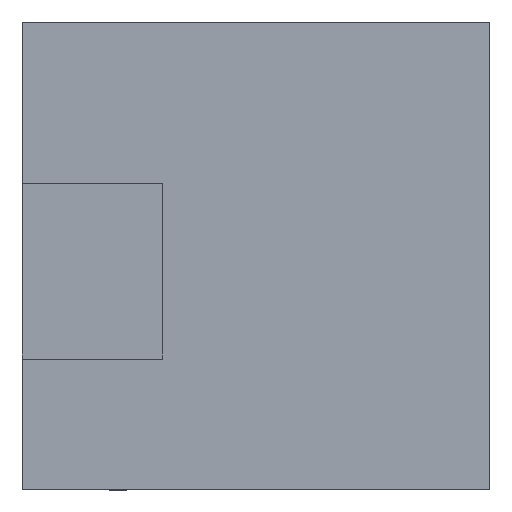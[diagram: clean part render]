
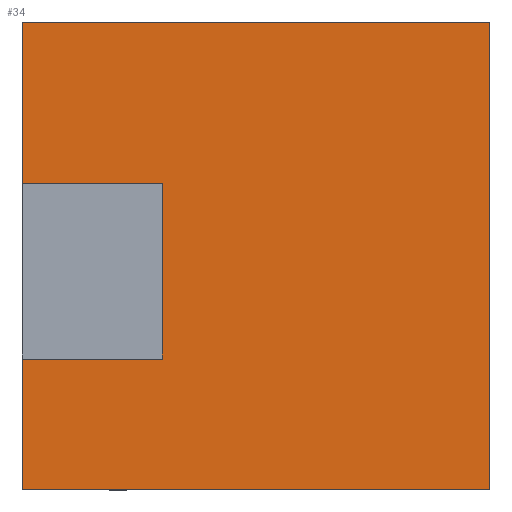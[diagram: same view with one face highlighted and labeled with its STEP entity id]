
A CAD part, front view. The second image highlights one B-rep face of the part: STEP entity #34.
In plain terms, the highlighted planar face has unit normal (0, -1, 0).
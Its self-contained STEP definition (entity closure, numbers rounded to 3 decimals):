
#5 = ORIENTED_EDGE ( 'NONE', *, *, #387, .F. ) ;
#24 = DIRECTION ( 'NONE',  ( 0., 0., 1. ) ) ;
#34 = ADVANCED_FACE ( 'NONE', ( #563 ), #739, .T. ) ;
#50 = LINE ( 'NONE', #109, #542 ) ;
#73 = LINE ( 'NONE', #550, #462 ) ;
#81 = CARTESIAN_POINT ( 'NONE',  ( 50., 0., 50. ) ) ;
#92 = VERTEX_POINT ( 'NONE', #81 ) ;
#109 = CARTESIAN_POINT ( 'NONE',  ( -50., 0., -50. ) ) ;
#112 = VECTOR ( 'NONE', #425, 1000. ) ;
#131 = VERTEX_POINT ( 'NONE', #154 ) ;
#139 = CARTESIAN_POINT ( 'NONE',  ( -20., 0., -22.01 ) ) ;
#154 = CARTESIAN_POINT ( 'NONE',  ( -50., 0., -50. ) ) ;
#179 = LINE ( 'NONE', #417, #640 ) ;
#196 = EDGE_CURVE ( 'NONE', #239, #92, #349, .T. ) ;
#202 = ORIENTED_EDGE ( 'NONE', *, *, #596, .F. ) ;
#203 = DIRECTION ( 'NONE',  ( -1., 0., 0. ) ) ;
#209 = DIRECTION ( 'NONE',  ( 0., 0., -1. ) ) ;
#235 = CARTESIAN_POINT ( 'NONE',  ( -50., 0., 15.435 ) ) ;
#239 = VERTEX_POINT ( 'NONE', #471 ) ;
#245 = CARTESIAN_POINT ( 'NONE',  ( -50., 0., 50. ) ) ;
#249 = VECTOR ( 'NONE', #522, 1000. ) ;
#256 = EDGE_CURVE ( 'NONE', #718, #131, #50, .T. ) ;
#262 = EDGE_LOOP ( 'NONE', ( #552, #310, #539, #5, #711, #396, #289, #202 ) ) ;
#275 = VECTOR ( 'NONE', #24, 1000. ) ;
#289 = ORIENTED_EDGE ( 'NONE', *, *, #760, .F. ) ;
#303 = LINE ( 'NONE', #139, #112 ) ;
#310 = ORIENTED_EDGE ( 'NONE', *, *, #660, .F. ) ;
#312 = VECTOR ( 'NONE', #351, 1000. ) ;
#323 = VECTOR ( 'NONE', #642, 1000. ) ;
#349 = LINE ( 'NONE', #701, #249 ) ;
#351 = DIRECTION ( 'NONE',  ( 0., 0., 1. ) ) ;
#359 = EDGE_CURVE ( 'NONE', #415, #755, #303, .T. ) ;
#378 = EDGE_CURVE ( 'NONE', #699, #239, #761, .T. ) ;
#379 = CARTESIAN_POINT ( 'NONE',  ( -50., 0., 50. ) ) ;
#387 = EDGE_CURVE ( 'NONE', #92, #718, #179, .T. ) ;
#396 = ORIENTED_EDGE ( 'NONE', *, *, #378, .F. ) ;
#406 = CARTESIAN_POINT ( 'NONE',  ( -20., 0., 15.435 ) ) ;
#415 = VERTEX_POINT ( 'NONE', #480 ) ;
#417 = CARTESIAN_POINT ( 'NONE',  ( 50., 0., 50. ) ) ;
#423 = LINE ( 'NONE', #406, #312 ) ;
#425 = DIRECTION ( 'NONE',  ( -1., 0., 0. ) ) ;
#462 = VECTOR ( 'NONE', #203, 1000. ) ;
#467 = DIRECTION ( 'NONE',  ( -1., 0., 0. ) ) ;
#471 = CARTESIAN_POINT ( 'NONE',  ( -50., 0., 50. ) ) ;
#480 = CARTESIAN_POINT ( 'NONE',  ( -20., 0., -22.01 ) ) ;
#522 = DIRECTION ( 'NONE',  ( 1., 0., 0. ) ) ;
#539 = ORIENTED_EDGE ( 'NONE', *, *, #256, .F. ) ;
#542 = VECTOR ( 'NONE', #467, 1000. ) ;
#550 = CARTESIAN_POINT ( 'NONE',  ( -20., 0., 15.435 ) ) ;
#552 = ORIENTED_EDGE ( 'NONE', *, *, #359, .T. ) ;
#561 = VERTEX_POINT ( 'NONE', #577 ) ;
#563 = FACE_OUTER_BOUND ( 'NONE', #262, .T. ) ;
#577 = CARTESIAN_POINT ( 'NONE',  ( -20., 0., 15.435 ) ) ;
#596 = EDGE_CURVE ( 'NONE', #415, #561, #423, .T. ) ;
#600 = CARTESIAN_POINT ( 'NONE',  ( -50., 0., -22.01 ) ) ;
#608 = AXIS2_PLACEMENT_3D ( 'NONE', #728, #685, #209 ) ;
#640 = VECTOR ( 'NONE', #706, 1000. ) ;
#642 = DIRECTION ( 'NONE',  ( 0., 0., 1. ) ) ;
#660 = EDGE_CURVE ( 'NONE', #131, #755, #709, .T. ) ;
#685 = DIRECTION ( 'NONE',  ( 0., -1., 0. ) ) ;
#699 = VERTEX_POINT ( 'NONE', #235 ) ;
#701 = CARTESIAN_POINT ( 'NONE',  ( -50., 0., 50. ) ) ;
#706 = DIRECTION ( 'NONE',  ( 0., 0., -1. ) ) ;
#709 = LINE ( 'NONE', #245, #323 ) ;
#711 = ORIENTED_EDGE ( 'NONE', *, *, #196, .F. ) ;
#712 = CARTESIAN_POINT ( 'NONE',  ( 50., 0., -50. ) ) ;
#718 = VERTEX_POINT ( 'NONE', #712 ) ;
#728 = CARTESIAN_POINT ( 'NONE',  ( 0., 0., 0. ) ) ;
#739 = PLANE ( 'NONE',  #608 ) ;
#755 = VERTEX_POINT ( 'NONE', #600 ) ;
#760 = EDGE_CURVE ( 'NONE', #561, #699, #73, .T. ) ;
#761 = LINE ( 'NONE', #379, #275 ) ;
